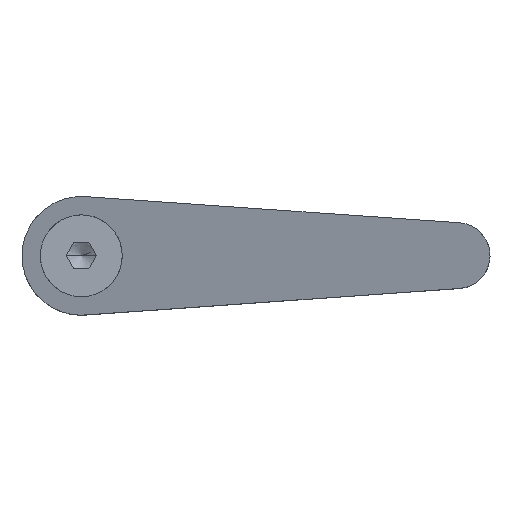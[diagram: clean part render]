
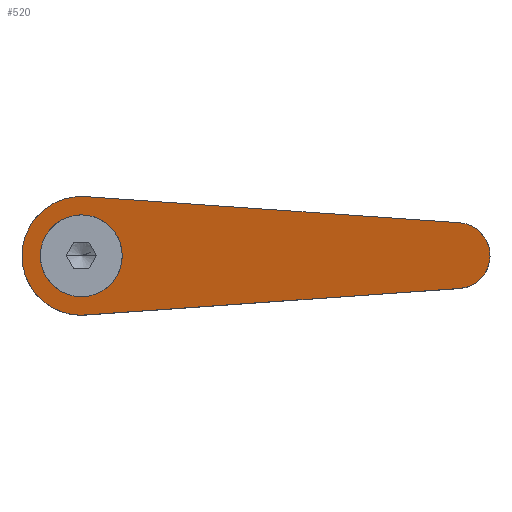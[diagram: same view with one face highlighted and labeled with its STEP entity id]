
A CAD part, top view. The second image highlights one B-rep face of the part: STEP entity #520.
In plain terms, the highlighted planar face has unit normal (-0.266, 0, 0.964).
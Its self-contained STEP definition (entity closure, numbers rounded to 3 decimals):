
#236=EDGE_CURVE('',#444,#500,#588,.T.);
#256=EDGE_CURVE('',#382,#518,#610,.T.);
#266=EDGE_CURVE('',#518,#280,#621,.T.);
#280=VERTEX_POINT('',#638);
#330=EDGE_CURVE('',#500,#338,#692,.T.);
#338=VERTEX_POINT('',#701);
#350=EDGE_CURVE('',#338,#444,#713,.T.);
#382=VERTEX_POINT('',#746);
#436=EDGE_CURVE('',#514,#460,#808,.T.);
#444=VERTEX_POINT('',#817);
#454=EDGE_CURVE('',#460,#382,#827,.T.);
#460=VERTEX_POINT('',#833);
#500=VERTEX_POINT('',#882);
#508=EDGE_CURVE('',#280,#514,#892,.T.);
#514=VERTEX_POINT('',#898);
#518=VERTEX_POINT('',#902);
#520=ADVANCED_FACE('',(#904,#905),#906,.F.);
#588=ELLIPSE('',#978,6.431,6.2);
#610=ELLIPSE('',#1008,9.335,9.);
#621=ELLIPSE('',#1023,9.335,9.);
#638=CARTESIAN_POINT('',(0.632,-8.978,28.753));
#692=ELLIPSE('',#1132,6.431,6.2);
#701=CARTESIAN_POINT('',(-1.001,6.119,28.304));
#713=ELLIPSE('',#1172,6.431,6.2);
#746=CARTESIAN_POINT('',(0.632,8.978,28.753));
#808=ELLIPSE('',#1333,5.186,5.);
#817=CARTESIAN_POINT('',(0.,-6.2,28.579));
#827=LINE('',#1361,#1362);
#833=CARTESIAN_POINT('',(57.351,4.988,44.379));
#882=CARTESIAN_POINT('',(0.,6.2,28.579));
#892=LINE('',#1465,#1466);
#898=CARTESIAN_POINT('',(57.351,-4.988,44.379));
#902=CARTESIAN_POINT('',(-9.,0.,26.1));
#904=FACE_OUTER_BOUND('',#1490,.T.);
#905=FACE_BOUND('',#1491,.T.);
#906=PLANE('',#1492);
#978=AXIS2_PLACEMENT_3D('',#1540,#1541,#1542);
#1008=AXIS2_PLACEMENT_3D('',#1557,#1558,#1559);
#1023=AXIS2_PLACEMENT_3D('',#1572,#1573,#1574);
#1132=AXIS2_PLACEMENT_3D('',#1659,#1660,#1661);
#1172=AXIS2_PLACEMENT_3D('',#1674,#1675,#1676);
#1333=AXIS2_PLACEMENT_3D('',#1780,#1781,#1782);
#1361=CARTESIAN_POINT('',(33.351,6.676,37.767));
#1362=VECTOR('',#1795,1.0);
#1465=CARTESIAN_POINT('',(59.719,-4.821,45.031));
#1466=VECTOR('',#1894,1.0);
#1490=EDGE_LOOP('',(#1897,#1898,#1899,#1900,#1901));
#1491=EDGE_LOOP('',(#1902,#1903,#1904));
#1492=AXIS2_PLACEMENT_3D('',#1905,#1906,#1907);
#1540=CARTESIAN_POINT('',(0.0,0.0,28.579));
#1541=DIRECTION('',(-0.266,0.,0.964));
#1542=DIRECTION('',(-0.964,0.0,-0.266));
#1557=CARTESIAN_POINT('',(0.,0.,28.579));
#1558=DIRECTION('',(-0.266,0.,0.964));
#1559=DIRECTION('',(-0.964,0.,-0.266));
#1572=CARTESIAN_POINT('',(0.,0.,28.579));
#1573=DIRECTION('',(-0.266,0.,0.964));
#1574=DIRECTION('',(-0.964,0.,-0.266));
#1659=CARTESIAN_POINT('',(0.0,0.0,28.579));
#1660=DIRECTION('',(-0.266,0.,0.964));
#1661=DIRECTION('',(-0.964,0.0,-0.266));
#1674=CARTESIAN_POINT('',(0.0,0.0,28.579));
#1675=DIRECTION('',(-0.266,0.,0.964));
#1676=DIRECTION('',(-0.964,0.0,-0.266));
#1780=CARTESIAN_POINT('',(57.0,0.,44.282));
#1781=DIRECTION('',(-0.266,0.,0.964));
#1782=DIRECTION('',(0.964,0.,0.266));
#1795=DIRECTION('',(-0.962,0.068,-0.265));
#1894=DIRECTION('',(0.962,0.068,0.265));
#1897=ORIENTED_EDGE('',*,*,#256,.T.);
#1898=ORIENTED_EDGE('',*,*,#266,.T.);
#1899=ORIENTED_EDGE('',*,*,#508,.T.);
#1900=ORIENTED_EDGE('',*,*,#436,.T.);
#1901=ORIENTED_EDGE('',*,*,#454,.T.);
#1902=ORIENTED_EDGE('',*,*,#350,.F.);
#1903=ORIENTED_EDGE('',*,*,#330,.F.);
#1904=ORIENTED_EDGE('',*,*,#236,.F.);
#1905=CARTESIAN_POINT('',(27.678,0.,36.204));
#1906=DIRECTION('',(0.266,0.,-0.964));
#1907=DIRECTION('',(0.256,0.964,0.071));
